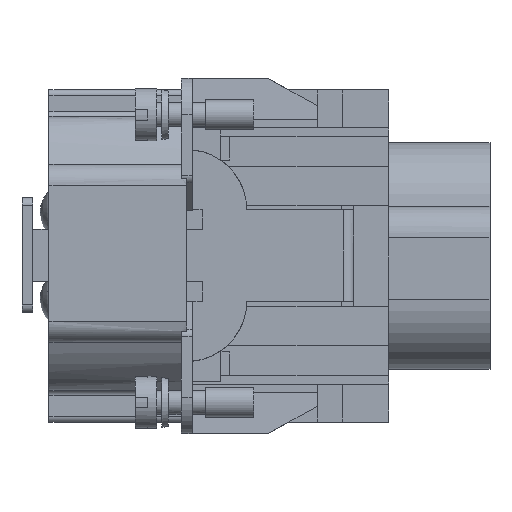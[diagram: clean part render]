
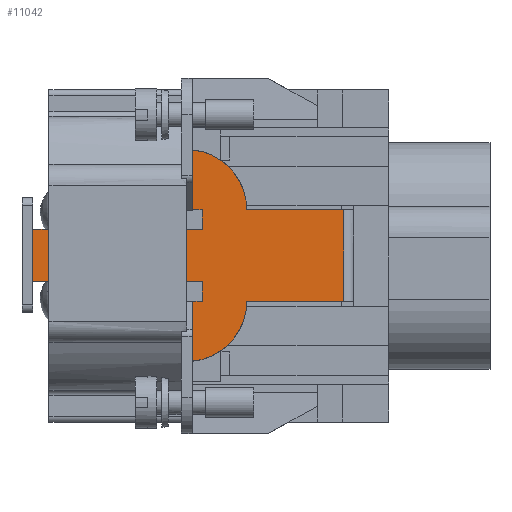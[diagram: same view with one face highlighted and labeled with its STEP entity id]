
A CAD part, left-side view. The second image highlights one B-rep face of the part: STEP entity #11042.
In plain terms, the highlighted planar face has unit normal (-1, 0, 0).
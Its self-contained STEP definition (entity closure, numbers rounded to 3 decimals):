
#3631 = VERTEX_POINT ( 'NONE', #20002 ) ;
#3634 = VERTEX_POINT ( 'NONE', #20005 ) ;
#3703 = VERTEX_POINT ( 'NONE', #20147 ) ;
#3713 = VERTEX_POINT ( 'NONE', #20133 ) ;
#3714 = VERTEX_POINT ( 'NONE', #20132 ) ;
#3715 = VERTEX_POINT ( 'NONE', #20131 ) ;
#3716 = VERTEX_POINT ( 'NONE', #20130 ) ;
#3717 = VERTEX_POINT ( 'NONE', #20129 ) ;
#3719 = VERTEX_POINT ( 'NONE', #20126 ) ;
#3720 = VERTEX_POINT ( 'NONE', #20160 ) ;
#3721 = VERTEX_POINT ( 'NONE', #20159 ) ;
#3722 = VERTEX_POINT ( 'NONE', #20158 ) ;
#3723 = VERTEX_POINT ( 'NONE', #20157 ) ;
#3724 = VERTEX_POINT ( 'NONE', #20156 ) ;
#3725 = VERTEX_POINT ( 'NONE', #20155 ) ;
#3726 = VERTEX_POINT ( 'NONE', #20154 ) ;
#3727 = VERTEX_POINT ( 'NONE', #20153 ) ;
#3728 = VERTEX_POINT ( 'NONE', #20152 ) ;
#6332 = DIRECTION ( 'NONE',  ( 0., 0., -1. ) ) ;
#6333 = DIRECTION ( 'NONE',  ( 1., 0., 0. ) ) ;
#6336 = CARTESIAN_POINT ( 'NONE',  ( -46.065, -0.5, -4.33 ) ) ;
#6337 = DIRECTION ( 'NONE',  ( 0., -1., 0. ) ) ;
#6338 = CARTESIAN_POINT ( 'NONE',  ( -46.065, -0.5, -4.375 ) ) ;
#6339 = DIRECTION ( 'NONE',  ( 0., 0., 1. ) ) ;
#6340 = CARTESIAN_POINT ( 'NONE',  ( -46.065, -0.5, -4.33 ) ) ;
#6341 = DIRECTION ( 'NONE',  ( 0., -1., 0. ) ) ;
#6342 = CARTESIAN_POINT ( 'NONE',  ( -46.065, -2., -4.33 ) ) ;
#6343 = DIRECTION ( 'NONE',  ( 0., 0., 1. ) ) ;
#6344 = CARTESIAN_POINT ( 'NONE',  ( -46.065, -2., -2.455 ) ) ;
#6345 = DIRECTION ( 'NONE',  ( 0., 1., 0. ) ) ;
#6348 = CARTESIAN_POINT ( 'NONE',  ( -46.065, 15.229, -2.455 ) ) ;
#6349 = DIRECTION ( 'NONE',  ( 0., 0., 1. ) ) ;
#6350 = CARTESIAN_POINT ( 'NONE',  ( -46.065, 15.229, -2.455 ) ) ;
#6351 = DIRECTION ( 'NONE',  ( 0., 1., 0. ) ) ;
#6352 = CARTESIAN_POINT ( 'NONE',  ( -46.065, 14.179, -2.431 ) ) ;
#6353 = DIRECTION ( 'NONE',  ( 0., 0., -1. ) ) ;
#6354 = CARTESIAN_POINT ( 'NONE',  ( -46.065, 14.179, -2.431 ) ) ;
#6355 = DIRECTION ( 'NONE',  ( 0., -1., 0. ) ) ;
#6356 = CARTESIAN_POINT ( 'NONE',  ( -46.065, 15.229, 2.545 ) ) ;
#6359 = DIRECTION ( 'NONE',  ( 0., 0., 1. ) ) ;
#6361 = CARTESIAN_POINT ( 'NONE',  ( -46.065, -2., 4.42 ) ) ;
#6362 = DIRECTION ( 'NONE',  ( 0., 1., 0. ) ) ;
#6363 = CARTESIAN_POINT ( 'NONE',  ( -46.065, 0., 4.42 ) ) ;
#6364 = DIRECTION ( 'NONE',  ( 0., 0., -1. ) ) ;
#6365 = CARTESIAN_POINT ( 'NONE',  ( -46.065, -1.05, -4.33 ) ) ;
#6366 = DIRECTION ( 'NONE',  ( 0., 0., 1. ) ) ;
#6367 = DIRECTION ( 'NONE',  ( 1., 0., 0. ) ) ;
#6368 = CARTESIAN_POINT ( 'NONE',  ( -46.065, -0.5, 4.42 ) ) ;
#6371 = DIRECTION ( 'NONE',  ( 0., -1., 0. ) ) ;
#6373 = CARTESIAN_POINT ( 'NONE',  ( -46.065, -6.25, 4.42 ) ) ;
#6374 = DIRECTION ( 'NONE',  ( 0., 1., 0. ) ) ;
#6375 = CARTESIAN_POINT ( 'NONE',  ( -46.065, -16.5, -4.33 ) ) ;
#6376 = DIRECTION ( 'NONE',  ( 0., 0., 1. ) ) ;
#6377 = CARTESIAN_POINT ( 'NONE',  ( -46.065, -15.5, -4.33 ) ) ;
#6724 = DIRECTION ( 'NONE',  ( 0., 0., -1. ) ) ;
#6725 = CARTESIAN_POINT ( 'NONE',  ( -46.065, -1.05, -4.33 ) ) ;
#10200 = LINE ( 'NONE', #6725, #27402 ) ;
#10278 = LINE ( 'NONE', #6377, #24682 ) ;
#10335 = LINE ( 'NONE', #6375, #24678 ) ;
#10337 = LINE ( 'NONE', #6373, #24674 ) ;
#10339 = LINE ( 'NONE', #6365, #24668 ) ;
#10340 = LINE ( 'NONE', #6363, #24664 ) ;
#10342 = LINE ( 'NONE', #6361, #24662 ) ;
#10344 = LINE ( 'NONE', #6356, #24659 ) ;
#10346 = LINE ( 'NONE', #6354, #24655 ) ;
#10347 = LINE ( 'NONE', #6352, #24652 ) ;
#10349 = LINE ( 'NONE', #6350, #24650 ) ;
#10351 = LINE ( 'NONE', #6348, #24646 ) ;
#10353 = LINE ( 'NONE', #6344, #24643 ) ;
#10355 = LINE ( 'NONE', #6342, #24640 ) ;
#10356 = LINE ( 'NONE', #6340, #24636 ) ;
#10358 = LINE ( 'NONE', #6338, #24632 ) ;
#11042 = ADVANCED_FACE ( 'NONE', ( #20712 ), #17161, .F. ) ;
#11835 = ORIENTED_EDGE ( 'NONE', *, *, #29893, .F. ) ;
#11836 = ORIENTED_EDGE ( 'NONE', *, *, #29718, .T. ) ;
#11837 = ORIENTED_EDGE ( 'NONE', *, *, #29892, .T. ) ;
#11838 = ORIENTED_EDGE ( 'NONE', *, *, #29891, .F. ) ;
#11839 = ORIENTED_EDGE ( 'NONE', *, *, #29890, .F. ) ;
#11840 = ORIENTED_EDGE ( 'NONE', *, *, #29889, .F. ) ;
#11841 = ORIENTED_EDGE ( 'NONE', *, *, #29888, .F. ) ;
#11842 = ORIENTED_EDGE ( 'NONE', *, *, #29887, .F. ) ;
#11843 = ORIENTED_EDGE ( 'NONE', *, *, #29886, .T. ) ;
#11844 = ORIENTED_EDGE ( 'NONE', *, *, #29885, .T. ) ;
#11845 = ORIENTED_EDGE ( 'NONE', *, *, #29884, .F. ) ;
#11846 = ORIENTED_EDGE ( 'NONE', *, *, #29883, .F. ) ;
#11847 = ORIENTED_EDGE ( 'NONE', *, *, #29882, .F. ) ;
#11848 = ORIENTED_EDGE ( 'NONE', *, *, #29881, .T. ) ;
#11849 = ORIENTED_EDGE ( 'NONE', *, *, #29880, .F. ) ;
#11850 = ORIENTED_EDGE ( 'NONE', *, *, #29877, .T. ) ;
#11851 = ORIENTED_EDGE ( 'NONE', *, *, #29879, .F. ) ;
#11853 = ORIENTED_EDGE ( 'NONE', *, *, #29878, .F. ) ;
#13391 = EDGE_LOOP ( 'NONE', ( #11853, #11850, #11851, #11849, #11848, #11847, #11846, #11845, #11844, #11843, #11842, #11841, #11840, #11839, #11838, #11837, #11836, #11835 ) ) ;
#17142 = DIRECTION ( 'NONE',  ( 0., 0., -1. ) ) ;
#17144 = DIRECTION ( 'NONE',  ( 1., 0., 0. ) ) ;
#17148 = CARTESIAN_POINT ( 'NONE',  ( -46.065, -0.5, -4.33 ) ) ;
#17161 = PLANE ( 'NONE',  #28665 ) ;
#20002 = CARTESIAN_POINT ( 'NONE',  ( -46.065, -1.05, -4.375 ) ) ;
#20005 = CARTESIAN_POINT ( 'NONE',  ( -46.065, -1.05, -10.054 ) ) ;
#20126 = CARTESIAN_POINT ( 'NONE',  ( -46.065, -2., 4.42 ) ) ;
#20129 = CARTESIAN_POINT ( 'NONE',  ( -46.065, -1.05, 10.144 ) ) ;
#20130 = CARTESIAN_POINT ( 'NONE',  ( -46.065, -6.25, 4.42 ) ) ;
#20131 = CARTESIAN_POINT ( 'NONE',  ( -46.065, -15.5, 4.42 ) ) ;
#20132 = CARTESIAN_POINT ( 'NONE',  ( -46.065, -6.25, -4.33 ) ) ;
#20133 = CARTESIAN_POINT ( 'NONE',  ( -46.065, -15.5, -4.33 ) ) ;
#20147 = CARTESIAN_POINT ( 'NONE',  ( -46.065, -1.05, 4.42 ) ) ;
#20152 = CARTESIAN_POINT ( 'NONE',  ( -46.065, -0.5, -4.375 ) ) ;
#20153 = CARTESIAN_POINT ( 'NONE',  ( -46.065, -0.5, -4.33 ) ) ;
#20154 = CARTESIAN_POINT ( 'NONE',  ( -46.065, -2., -4.33 ) ) ;
#20155 = CARTESIAN_POINT ( 'NONE',  ( -46.065, -2., -2.455 ) ) ;
#20156 = CARTESIAN_POINT ( 'NONE',  ( -46.065, 15.229, -2.455 ) ) ;
#20157 = CARTESIAN_POINT ( 'NONE',  ( -46.065, 15.229, -2.431 ) ) ;
#20158 = CARTESIAN_POINT ( 'NONE',  ( -46.065, 14.179, -2.431 ) ) ;
#20159 = CARTESIAN_POINT ( 'NONE',  ( -46.065, 14.179, 2.545 ) ) ;
#20160 = CARTESIAN_POINT ( 'NONE',  ( -46.065, -2., 2.545 ) ) ;
#20712 = FACE_OUTER_BOUND ( 'NONE', #13391, .T. ) ;
#24631 = AXIS2_PLACEMENT_3D ( 'NONE', #6336, #6333, #6332 ) ;
#24632 = VECTOR ( 'NONE', #6337, 1000. ) ;
#24636 = VECTOR ( 'NONE', #6339, 1000. ) ;
#24637 = CIRCLE ( 'NONE', #24631, 5.75 ) ;
#24640 = VECTOR ( 'NONE', #6341, 1000. ) ;
#24643 = VECTOR ( 'NONE', #6343, 1000. ) ;
#24646 = VECTOR ( 'NONE', #6345, 1000. ) ;
#24650 = VECTOR ( 'NONE', #6349, 1000. ) ;
#24652 = VECTOR ( 'NONE', #6351, 1000. ) ;
#24655 = VECTOR ( 'NONE', #6353, 1000. ) ;
#24659 = VECTOR ( 'NONE', #6355, 1000. ) ;
#24662 = VECTOR ( 'NONE', #6359, 1000. ) ;
#24664 = VECTOR ( 'NONE', #6362, 1000. ) ;
#24668 = VECTOR ( 'NONE', #6364, 1000. ) ;
#24672 = AXIS2_PLACEMENT_3D ( 'NONE', #6368, #6367, #6366 ) ;
#24674 = VECTOR ( 'NONE', #6371, 1000. ) ;
#24676 = CIRCLE ( 'NONE', #24672, 5.75 ) ;
#24678 = VECTOR ( 'NONE', #6374, 1000. ) ;
#24682 = VECTOR ( 'NONE', #6376, 1000. ) ;
#27402 = VECTOR ( 'NONE', #6724, 1000. ) ;
#28665 = AXIS2_PLACEMENT_3D ( 'NONE', #17148, #17144, #17142 ) ;
#29718 = EDGE_CURVE ( 'NONE', #3631, #3634, #10200, .T. ) ;
#29877 = EDGE_CURVE ( 'NONE', #3713, #3715, #10278, .T. ) ;
#29878 = EDGE_CURVE ( 'NONE', #3713, #3714, #10335, .T. ) ;
#29879 = EDGE_CURVE ( 'NONE', #3716, #3715, #10337, .T. ) ;
#29880 = EDGE_CURVE ( 'NONE', #3717, #3716, #24676, .T. ) ;
#29881 = EDGE_CURVE ( 'NONE', #3717, #3703, #10339, .T. ) ;
#29882 = EDGE_CURVE ( 'NONE', #3719, #3703, #10340, .T. ) ;
#29883 = EDGE_CURVE ( 'NONE', #3720, #3719, #10342, .T. ) ;
#29884 = EDGE_CURVE ( 'NONE', #3721, #3720, #10344, .T. ) ;
#29885 = EDGE_CURVE ( 'NONE', #3721, #3722, #10346, .T. ) ;
#29886 = EDGE_CURVE ( 'NONE', #3722, #3723, #10347, .T. ) ;
#29887 = EDGE_CURVE ( 'NONE', #3724, #3723, #10349, .T. ) ;
#29888 = EDGE_CURVE ( 'NONE', #3725, #3724, #10351, .T. ) ;
#29889 = EDGE_CURVE ( 'NONE', #3726, #3725, #10353, .T. ) ;
#29890 = EDGE_CURVE ( 'NONE', #3727, #3726, #10355, .T. ) ;
#29891 = EDGE_CURVE ( 'NONE', #3728, #3727, #10356, .T. ) ;
#29892 = EDGE_CURVE ( 'NONE', #3728, #3631, #10358, .T. ) ;
#29893 = EDGE_CURVE ( 'NONE', #3714, #3634, #24637, .T. ) ;
